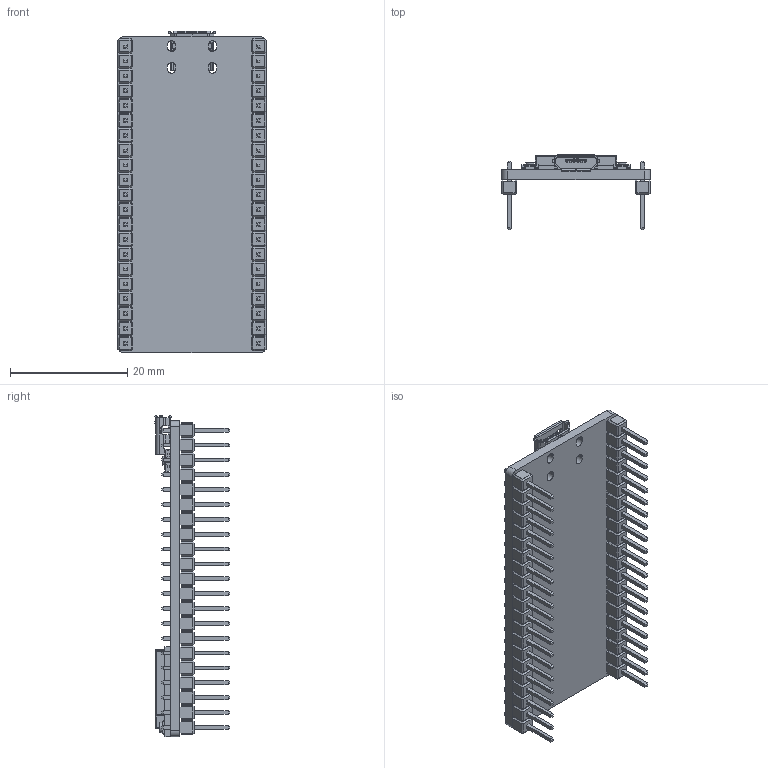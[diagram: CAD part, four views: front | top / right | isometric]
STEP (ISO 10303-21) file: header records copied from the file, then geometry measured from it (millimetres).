
FILE_DESCRIPTION (( 'STEP AP214' ), '1' );
FILE_NAME ('ESP32-S2-DEVKITM-1U.STEP', '2023-10-23T07:49:47', ( '' ), ( '' ), 'SwSTEP 2.0', 'SolidWorks 2021', '' );
FILE_SCHEMA (( 'AUTOMOTIVE_DESIGN' ));
Length unit declared in the file: millimetre
Products named in the file (7): micro usb; header; ESP32-S2-DEVKITM-1U; board; ESP32-S2-DEVKITM-1U_ESP32-DEVKITC-32D; button
Assembly tree (8 placements, depth 3):
  ESP32-S2-DEVKITM-1U
    ESP32-S2-DEVKITM-1U_ESP32-DEVKITC-32D
      board
      header  x2
      micro usb
      button  x2
      ESP32-S2-DEVKITM-1U
Bounding box: 25.4 x 12.84 x 54.95 mm (x, y, z)
Volume: 3192.4 mm3; surface area: 8371.8 mm2
Topology: 234 solids, 234 shells, 4208 faces, 9717 edges, 6036 vertices
Faces by surface type: plane 3732, cylinder 458, bspline 8, cone 6, sphere 4
Entity records: 90776 total; most frequent: CARTESIAN_POINT 14535, ORIENTED_EDGE 13914, DIRECTION 13801, EDGE_CURVE 6957, LINE 6053, VECTOR 6053, VERTEX_POINT 4404, AXIS2_PLACEMENT_3D 3874
